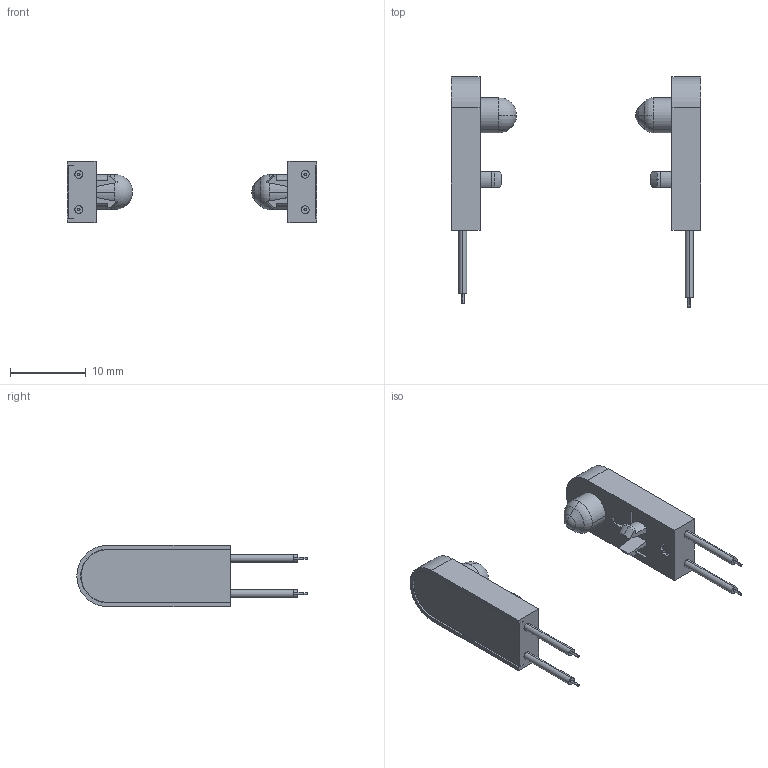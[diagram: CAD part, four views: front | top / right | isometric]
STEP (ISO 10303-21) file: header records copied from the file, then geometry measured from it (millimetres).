
FILE_DESCRIPTION (( 'STEP AP214' ), '1' );
FILE_NAME ('OPB100Z.STEP', '2019-05-08T11:10:24', ( '' ), ( '' ), 'SwSTEP 2.0', 'SolidWorks 2018', '' );
FILE_SCHEMA (( 'AUTOMOTIVE_DESIGN' ));
Length unit declared in the file: inch
Products named in the file (1): OPB100Z
Bounding box: 33.02 x 30.48 x 8.13 mm (x, y, z)
Volume: 1319.8 mm3; surface area: 1437.3 mm2
Topology: 2 solids, 2 shells, 174 faces, 445 edges, 294 vertices
Faces by surface type: plane 110, cylinder 50, cone 8, sphere 4, torus 2
Entity records: 7584 total; most frequent: CARTESIAN_POINT 960, DIRECTION 897, ORIENTED_EDGE 886, EDGE_CURVE 443, LINE 307, VECTOR 307, AXIS2_PLACEMENT_3D 295, VERTEX_POINT 294
